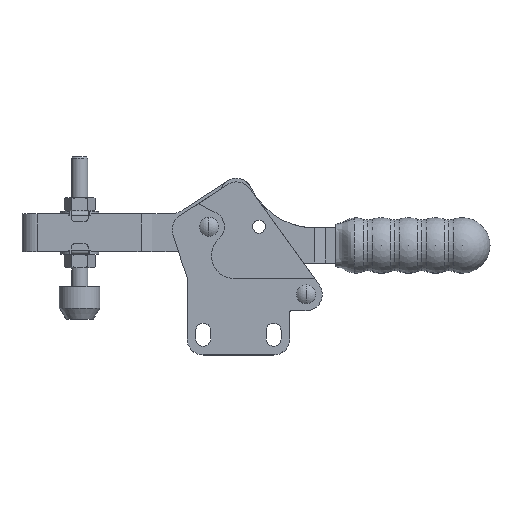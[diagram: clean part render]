
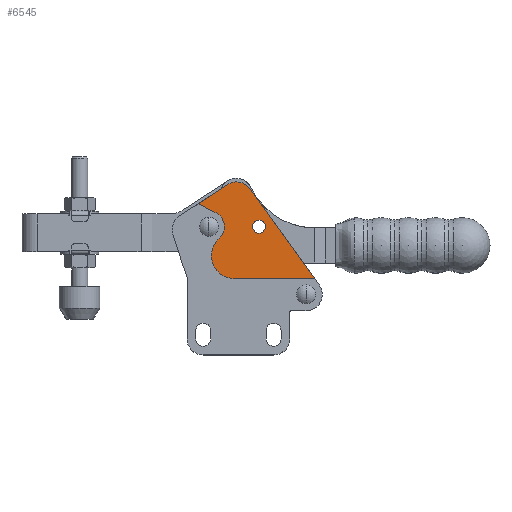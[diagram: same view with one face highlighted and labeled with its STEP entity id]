
A CAD part, top view. The second image highlights one B-rep face of the part: STEP entity #6545.
In plain terms, the highlighted planar face has unit normal (0, 0, 1).
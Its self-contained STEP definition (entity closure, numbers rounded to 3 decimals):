
#199 = VECTOR ( 'NONE', #3393, 1000. ) ;
#237 = ORIENTED_EDGE ( 'NONE', *, *, #5842, .T. ) ;
#245 = CARTESIAN_POINT ( 'NONE',  ( 47.211, 28.2, 10. ) ) ;
#407 = DIRECTION ( 'NONE',  ( -0.586, 0.81, 0. ) ) ;
#461 = EDGE_CURVE ( 'NONE', #2723, #12256, #6677, .T. ) ;
#545 = ORIENTED_EDGE ( 'NONE', *, *, #7998, .T. ) ;
#605 = VERTEX_POINT ( 'NONE', #9616 ) ;
#704 = DIRECTION ( 'NONE',  ( 0., 0., 1. ) ) ;
#793 = EDGE_CURVE ( 'NONE', #9113, #6647, #8208, .T. ) ;
#1005 = AXIS2_PLACEMENT_3D ( 'NONE', #11202, #5306, #12179 ) ;
#1210 = VECTOR ( 'NONE', #5429, 1000. ) ;
#1272 = AXIS2_PLACEMENT_3D ( 'NONE', #4505, #11380, #5482 ) ;
#1318 = DIRECTION ( 'NONE',  ( 0., 0., 1. ) ) ;
#1522 = VERTEX_POINT ( 'NONE', #6298 ) ;
#1710 = EDGE_LOOP ( 'NONE', ( #8309, #9688 ) ) ;
#1714 = AXIS2_PLACEMENT_3D ( 'NONE', #2772, #9613, #3720 ) ;
#2409 = EDGE_CURVE ( 'NONE', #12256, #8212, #5669, .T. ) ;
#2713 = AXIS2_PLACEMENT_3D ( 'NONE', #5926, #11831, #4944 ) ;
#2723 = VERTEX_POINT ( 'NONE', #245 ) ;
#2756 = ORIENTED_EDGE ( 'NONE', *, *, #461, .T. ) ;
#2772 = CARTESIAN_POINT ( 'NONE',  ( 26.6, 47.4, 10. ) ) ;
#2842 = DIRECTION ( 'NONE',  ( 1., 0., 0. ) ) ;
#3393 = DIRECTION ( 'NONE',  ( -0.839, -0.545, 0. ) ) ;
#3541 = PLANE ( 'NONE',  #11675 ) ;
#3720 = DIRECTION ( 'NONE',  ( 1., 0., 0. ) ) ;
#3799 = VERTEX_POINT ( 'NONE', #9965 ) ;
#3810 = LINE ( 'NONE', #9349, #1210 ) ;
#3852 = VERTEX_POINT ( 'NONE', #9215 ) ;
#3904 = CIRCLE ( 'NONE', #1005, 8.5 ) ;
#3908 = AXIS2_PLACEMENT_3D ( 'NONE', #6541, #704, #7541 ) ;
#4446 = EDGE_CURVE ( 'NONE', #8212, #1522, #7996, .T. ) ;
#4505 = CARTESIAN_POINT ( 'NONE',  ( 8.1, 47.4, 10. ) ) ;
#4544 = DIRECTION ( 'NONE',  ( 1., 0., 0. ) ) ;
#4584 = ORIENTED_EDGE ( 'NONE', *, *, #5639, .T. ) ;
#4944 = DIRECTION ( 'NONE',  ( 1., 0., 0. ) ) ;
#5117 = CARTESIAN_POINT ( 'NONE',  ( 47.211, 28.2, 10. ) ) ;
#5254 = EDGE_CURVE ( 'NONE', #605, #7129, #5492, .T. ) ;
#5306 = DIRECTION ( 'NONE',  ( 0., 0., 1. ) ) ;
#5429 = DIRECTION ( 'NONE',  ( 0.89, -0.456, 0. ) ) ;
#5477 = DIRECTION ( 'NONE',  ( 0., 0., 1. ) ) ;
#5482 = DIRECTION ( 'NONE',  ( 1., 0., 0. ) ) ;
#5492 = CIRCLE ( 'NONE', #1714, 2.4 ) ;
#5637 = CARTESIAN_POINT ( 'NONE',  ( 15.032, 62.991, 10. ) ) ;
#5639 = EDGE_CURVE ( 'NONE', #1522, #3799, #3810, .T. ) ;
#5669 = CIRCLE ( 'NONE', #7041, 6. ) ;
#5694 = CARTESIAN_POINT ( 'NONE',  ( 23.163, 61.474, 10. ) ) ;
#5842 = EDGE_CURVE ( 'NONE', #6647, #2723, #11669, .T. ) ;
#5926 = CARTESIAN_POINT ( 'NONE',  ( 17.511, 36.7, 10. ) ) ;
#6030 = CARTESIAN_POINT ( 'NONE',  ( 18.3, 57.959, 10. ) ) ;
#6081 = FACE_OUTER_BOUND ( 'NONE', #9904, .T. ) ;
#6298 = CARTESIAN_POINT ( 'NONE',  ( 4.112, 55.9, 10. ) ) ;
#6365 = VECTOR ( 'NONE', #407, 1000. ) ;
#6541 = CARTESIAN_POINT ( 'NONE',  ( 26.6, 47.4, 10. ) ) ;
#6545 = ADVANCED_FACE ( 'NONE', ( #11328, #6081 ), #3541, .T. ) ;
#6647 = VERTEX_POINT ( 'NONE', #7642 ) ;
#6677 = LINE ( 'NONE', #5117, #6365 ) ;
#6702 = CARTESIAN_POINT ( 'NONE',  ( 29., 47.4, 10. ) ) ;
#7041 = AXIS2_PLACEMENT_3D ( 'NONE', #6030, #1318, #10935 ) ;
#7129 = VERTEX_POINT ( 'NONE', #6702 ) ;
#7541 = DIRECTION ( 'NONE',  ( 1., 0., 0. ) ) ;
#7642 = CARTESIAN_POINT ( 'NONE',  ( 17.511, 28.2, 10. ) ) ;
#7996 = LINE ( 'NONE', #9291, #199 ) ;
#7998 = EDGE_CURVE ( 'NONE', #3852, #9113, #3904, .T. ) ;
#8208 = CIRCLE ( 'NONE', #2713, 8.5 ) ;
#8212 = VERTEX_POINT ( 'NONE', #5637 ) ;
#8309 = ORIENTED_EDGE ( 'NONE', *, *, #11108, .F. ) ;
#8452 = CARTESIAN_POINT ( 'NONE',  ( 18.3, 57.959, 10. ) ) ;
#9101 = CARTESIAN_POINT ( 'NONE',  ( 9.011, 36.7, 10. ) ) ;
#9113 = VERTEX_POINT ( 'NONE', #9101 ) ;
#9215 = CARTESIAN_POINT ( 'NONE',  ( 11.898, 43.082, 10. ) ) ;
#9291 = CARTESIAN_POINT ( 'NONE',  ( 4.112, 55.9, 10. ) ) ;
#9299 = EDGE_CURVE ( 'NONE', #3799, #3852, #9598, .T. ) ;
#9349 = CARTESIAN_POINT ( 'NONE',  ( 4.112, 55.9, 10. ) ) ;
#9566 = ORIENTED_EDGE ( 'NONE', *, *, #4446, .T. ) ;
#9598 = CIRCLE ( 'NONE', #1272, 5.75 ) ;
#9613 = DIRECTION ( 'NONE',  ( 0., 0., 1. ) ) ;
#9616 = CARTESIAN_POINT ( 'NONE',  ( 24.2, 47.4, 10. ) ) ;
#9688 = ORIENTED_EDGE ( 'NONE', *, *, #5254, .F. ) ;
#9904 = EDGE_LOOP ( 'NONE', ( #10370, #9566, #4584, #11425, #545, #11997, #237, #2756 ) ) ;
#9965 = CARTESIAN_POINT ( 'NONE',  ( 10.72, 52.519, 10. ) ) ;
#10370 = ORIENTED_EDGE ( 'NONE', *, *, #2409, .T. ) ;
#10935 = DIRECTION ( 'NONE',  ( 1., 0., 0. ) ) ;
#11108 = EDGE_CURVE ( 'NONE', #7129, #605, #12009, .T. ) ;
#11202 = CARTESIAN_POINT ( 'NONE',  ( 17.511, 36.7, 10. ) ) ;
#11328 = FACE_BOUND ( 'NONE', #1710, .T. ) ;
#11354 = VECTOR ( 'NONE', #2842, 1000. ) ;
#11380 = DIRECTION ( 'NONE',  ( 0., 0., -1. ) ) ;
#11425 = ORIENTED_EDGE ( 'NONE', *, *, #9299, .T. ) ;
#11669 = LINE ( 'NONE', #12608, #11354 ) ;
#11675 = AXIS2_PLACEMENT_3D ( 'NONE', #8452, #5477, #4544 ) ;
#11831 = DIRECTION ( 'NONE',  ( 0., 0., 1. ) ) ;
#11997 = ORIENTED_EDGE ( 'NONE', *, *, #793, .T. ) ;
#12009 = CIRCLE ( 'NONE', #3908, 2.4 ) ;
#12179 = DIRECTION ( 'NONE',  ( 1., 0., 0. ) ) ;
#12256 = VERTEX_POINT ( 'NONE', #5694 ) ;
#12608 = CARTESIAN_POINT ( 'NONE',  ( 17.511, 28.2, 10. ) ) ;
